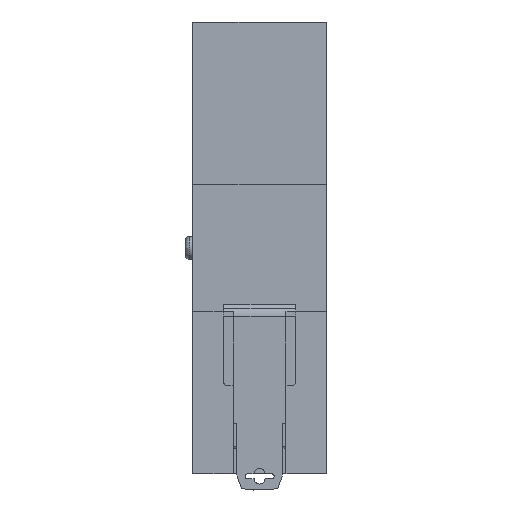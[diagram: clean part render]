
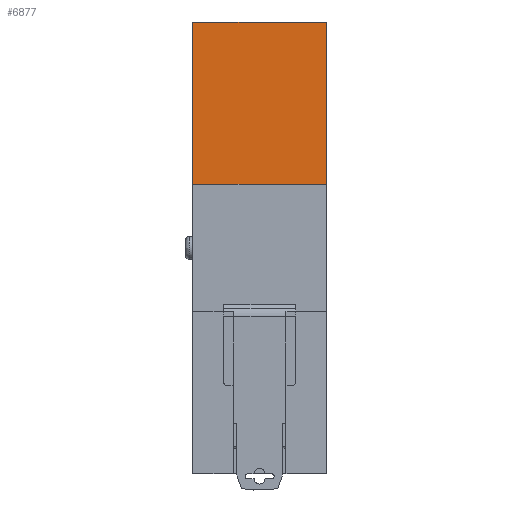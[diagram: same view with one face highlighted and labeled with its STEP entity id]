
A CAD part, front view. The second image highlights one B-rep face of the part: STEP entity #6877.
In plain terms, the highlighted planar face has unit normal (0, -1, 0).
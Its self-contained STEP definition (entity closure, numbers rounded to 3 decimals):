
#939 = VERTEX_POINT ( 'NONE', #11064 ) ;
#940 = VERTEX_POINT ( 'NONE', #11065 ) ;
#973 = VERTEX_POINT ( 'NONE', #11098 ) ;
#974 = VERTEX_POINT ( 'NONE', #11099 ) ;
#5800 = EDGE_LOOP ( 'NONE', ( #8342, #8344, #8343, #8346 ) ) ;
#6764 = EDGE_CURVE ( 'NONE', #939, #940, #23098, .T. ) ;
#6877 = ADVANCED_FACE ( 'NONE', ( #23747 ), #23520, .F. ) ;
#6912 = EDGE_CURVE ( 'NONE', #940, #973, #23641, .T. ) ;
#6913 = EDGE_CURVE ( 'NONE', #973, #974, #23644, .T. ) ;
#6914 = EDGE_CURVE ( 'NONE', #939, #974, #23647, .T. ) ;
#8342 = ORIENTED_EDGE ( 'NONE', *, *, #6914, .T. ) ;
#8343 = ORIENTED_EDGE ( 'NONE', *, *, #6912, .F. ) ;
#8344 = ORIENTED_EDGE ( 'NONE', *, *, #6913, .F. ) ;
#8346 = ORIENTED_EDGE ( 'NONE', *, *, #6764, .F. ) ;
#11064 = CARTESIAN_POINT ( 'NONE',  ( -18.5, 0., 17.6 ) ) ;
#11065 = CARTESIAN_POINT ( 'NONE',  ( -18.5, 0., 62.5 ) ) ;
#11098 = CARTESIAN_POINT ( 'NONE',  ( 18.5, 0., 62.5 ) ) ;
#11099 = CARTESIAN_POINT ( 'NONE',  ( 18.5, 0., 17.6 ) ) ;
#22312 = VECTOR ( 'NONE', #23100, 1000. ) ;
#23098 = LINE ( 'NONE', #23099, #22312 ) ;
#23099 = CARTESIAN_POINT ( 'NONE',  ( -18.5, 0., 40.05 ) ) ;
#23100 = DIRECTION ( 'NONE',  ( 0., 0., 1. ) ) ;
#23520 = PLANE ( 'NONE',  #23811 ) ;
#23521 = CARTESIAN_POINT ( 'NONE',  ( -18.5, 0., 17.6 ) ) ;
#23522 = DIRECTION ( 'NONE',  ( 0., 1., 0. ) ) ;
#23523 = DIRECTION ( 'NONE',  ( 0., 0., 1. ) ) ;
#23641 = LINE ( 'NONE', #23642, #23860 ) ;
#23642 = CARTESIAN_POINT ( 'NONE',  ( 18.5, 0., 62.5 ) ) ;
#23643 = DIRECTION ( 'NONE',  ( 1., 0., 0. ) ) ;
#23644 = LINE ( 'NONE', #23645, #23861 ) ;
#23645 = CARTESIAN_POINT ( 'NONE',  ( 18.5, 0., 0. ) ) ;
#23646 = DIRECTION ( 'NONE',  ( 0., 0., -1. ) ) ;
#23647 = LINE ( 'NONE', #23648, #23862 ) ;
#23648 = CARTESIAN_POINT ( 'NONE',  ( 0., 0., 17.6 ) ) ;
#23649 = DIRECTION ( 'NONE',  ( 1., 0., 0. ) ) ;
#23747 = FACE_OUTER_BOUND ( 'NONE', #5800, .T. ) ;
#23811 = AXIS2_PLACEMENT_3D ( 'NONE', #23521, #23522, #23523 ) ;
#23860 = VECTOR ( 'NONE', #23643, 1000. ) ;
#23861 = VECTOR ( 'NONE', #23646, 1000. ) ;
#23862 = VECTOR ( 'NONE', #23649, 1000. ) ;
